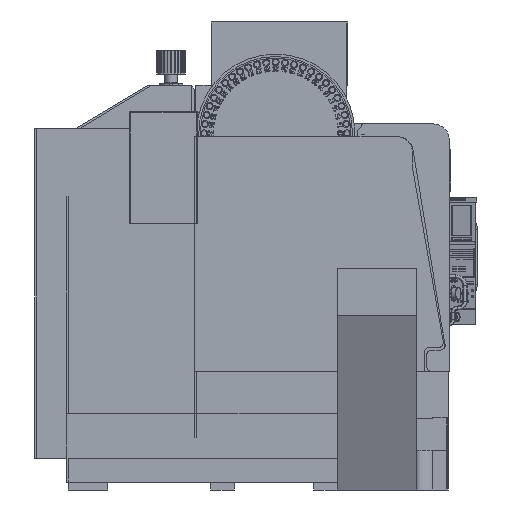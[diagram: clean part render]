
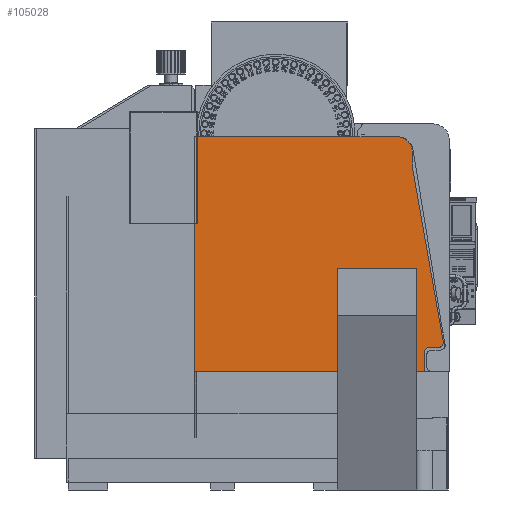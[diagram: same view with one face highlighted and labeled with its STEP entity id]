
A CAD part, left-side view. The second image highlights one B-rep face of the part: STEP entity #105028.
In plain terms, the highlighted planar face has unit normal (-1, 0, 0).
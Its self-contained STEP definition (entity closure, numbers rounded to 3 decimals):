
#103246 = VERTEX_POINT('',#103247);
#103247 = CARTESIAN_POINT('',(-1310.,805.,-723.2));
#103264 = VERTEX_POINT('',#103265);
#103265 = CARTESIAN_POINT('',(-1310.,795.,-723.2));
#103271 = EDGE_CURVE('',#103264,#103246,#103272,.T.);
#103272 = LINE('',#103273,#103274);
#103273 = CARTESIAN_POINT('',(-1310.,805.,-723.2));
#103274 = VECTOR('',#103275,1.);
#103275 = DIRECTION('',(0.,1.,0.));
#103578 = EDGE_CURVE('',#103246,#103579,#103581,.T.);
#103579 = VERTEX_POINT('',#103580);
#103580 = CARTESIAN_POINT('',(-1310.,805.,1177.05));
#103581 = LINE('',#103582,#103583);
#103582 = CARTESIAN_POINT('',(-1310.,805.,1177.05));
#103583 = VECTOR('',#103584,1.);
#103584 = DIRECTION('',(0.,0.,1.));
#103772 = EDGE_CURVE('',#103773,#103775,#103777,.T.);
#103773 = VERTEX_POINT('',#103774);
#103774 = CARTESIAN_POINT('',(-1310.,-762.343,-117.991)
  );
#103775 = VERTEX_POINT('',#103776);
#103776 = CARTESIAN_POINT('',(-1310.,-569.257,977.05)
  );
#103777 = LINE('',#103778,#103779);
#103778 = CARTESIAN_POINT('',(-1310.,-569.257,977.05)
  );
#103779 = VECTOR('',#103780,1.);
#103780 = DIRECTION('',(0.,0.174,0.985
    ));
#104577 = VERTEX_POINT('',#104578);
#104578 = CARTESIAN_POINT('',(-1310.,-569.257,
    1077.05));
#104584 = EDGE_CURVE('',#103775,#104577,#104585,.T.);
#104585 = LINE('',#104586,#104587);
#104586 = CARTESIAN_POINT('',(-1310.,-569.257,977.05)
  );
#104587 = VECTOR('',#104588,1.);
#104588 = DIRECTION('',(0.,0.,1.));
#104652 = EDGE_CURVE('',#104653,#104655,#104657,.T.);
#104653 = VERTEX_POINT('',#104654);
#104654 = CARTESIAN_POINT('',(-1310.,-732.798,-153.2));
#104655 = VERTEX_POINT('',#104656);
#104656 = CARTESIAN_POINT('',(-1310.,-675.,-153.2));
#104657 = LINE('',#104658,#104659);
#104658 = CARTESIAN_POINT('',(-1310.,-795.,-153.2));
#104659 = VECTOR('',#104660,1.);
#104660 = DIRECTION('',(0.,1.,0.));
#104851 = VERTEX_POINT('',#104852);
#104852 = CARTESIAN_POINT('',(-1310.,-469.257,
    1177.05));
#104858 = EDGE_CURVE('',#104577,#104851,#104859,.T.);
#104859 = CIRCLE('',#104860,100.);
#104860 = AXIS2_PLACEMENT_3D('',#104861,#104862,#104863);
#104861 = CARTESIAN_POINT('',(-1310.,-469.257,
    1077.05));
#104862 = DIRECTION('',(-1.,0.,0.));
#104863 = DIRECTION('',(0.,0.,1.));
#104892 = VERTEX_POINT('',#104893);
#104893 = CARTESIAN_POINT('',(-1310.,-645.,-183.2));
#104899 = EDGE_CURVE('',#104892,#104655,#104900,.T.);
#104900 = CIRCLE('',#104901,30.);
#104901 = AXIS2_PLACEMENT_3D('',#104902,#104903,#104904);
#104902 = CARTESIAN_POINT('',(-1310.,-675.,-183.2));
#104903 = DIRECTION('',(1.,0.,0.));
#104904 = DIRECTION('',(0.,0.,1.));
#104918 = EDGE_CURVE('',#104653,#103773,#104919,.T.);
#104919 = CIRCLE('',#104920,30.);
#104920 = AXIS2_PLACEMENT_3D('',#104921,#104922,#104923);
#104921 = CARTESIAN_POINT('',(-1310.,-732.798,-123.2));
#104922 = DIRECTION('',(-1.,0.,0.));
#104923 = DIRECTION('',(0.,0.,1.));
#104998 = EDGE_CURVE('',#104892,#104999,#105001,.T.);
#104999 = VERTEX_POINT('',#105000);
#105000 = CARTESIAN_POINT('',(-1310.,-645.,-303.2));
#105001 = LINE('',#105002,#105003);
#105002 = CARTESIAN_POINT('',(-1310.,-645.,-303.2));
#105003 = VECTOR('',#105004,1.);
#105004 = DIRECTION('',(0.,0.,-1.));
#105028 = ADVANCED_FACE('',(#105029),#105060,.F.);
#105029 = FACE_BOUND('',#105030,.T.);
#105030 = EDGE_LOOP('',(#105031,#105032,#105033,#105034,#105035,#105036,
    #105042,#105043,#105044,#105052,#105058,#105059));
#105031 = ORIENTED_EDGE('',*,*,#104652,.F.);
#105032 = ORIENTED_EDGE('',*,*,#104918,.T.);
#105033 = ORIENTED_EDGE('',*,*,#103772,.T.);
#105034 = ORIENTED_EDGE('',*,*,#104584,.T.);
#105035 = ORIENTED_EDGE('',*,*,#104858,.T.);
#105036 = ORIENTED_EDGE('',*,*,#105037,.T.);
#105037 = EDGE_CURVE('',#104851,#103579,#105038,.T.);
#105038 = LINE('',#105039,#105040);
#105039 = CARTESIAN_POINT('',(-1310.,-469.257,
    1177.05));
#105040 = VECTOR('',#105041,1.);
#105041 = DIRECTION('',(0.,1.,0.));
#105042 = ORIENTED_EDGE('',*,*,#103578,.F.);
#105043 = ORIENTED_EDGE('',*,*,#103271,.F.);
#105044 = ORIENTED_EDGE('',*,*,#105045,.F.);
#105045 = EDGE_CURVE('',#105046,#103264,#105048,.T.);
#105046 = VERTEX_POINT('',#105047);
#105047 = CARTESIAN_POINT('',(-1310.,795.,-303.2));
#105048 = LINE('',#105049,#105050);
#105049 = CARTESIAN_POINT('',(-1310.,795.,-303.2));
#105050 = VECTOR('',#105051,1.);
#105051 = DIRECTION('',(0.,0.,-1.));
#105052 = ORIENTED_EDGE('',*,*,#105053,.T.);
#105053 = EDGE_CURVE('',#105046,#104999,#105054,.T.);
#105054 = LINE('',#105055,#105056);
#105055 = CARTESIAN_POINT('',(-1310.,-795.,-303.2));
#105056 = VECTOR('',#105057,1.);
#105057 = DIRECTION('',(0.,-1.,0.));
#105058 = ORIENTED_EDGE('',*,*,#104998,.F.);
#105059 = ORIENTED_EDGE('',*,*,#104899,.T.);
#105060 = PLANE('',#105061);
#105061 = AXIS2_PLACEMENT_3D('',#105062,#105063,#105064);
#105062 = CARTESIAN_POINT('',(-1310.,-469.257,
    1077.05));
#105063 = DIRECTION('',(1.,0.,0.));
#105064 = DIRECTION('',(0.,0.,1.));
